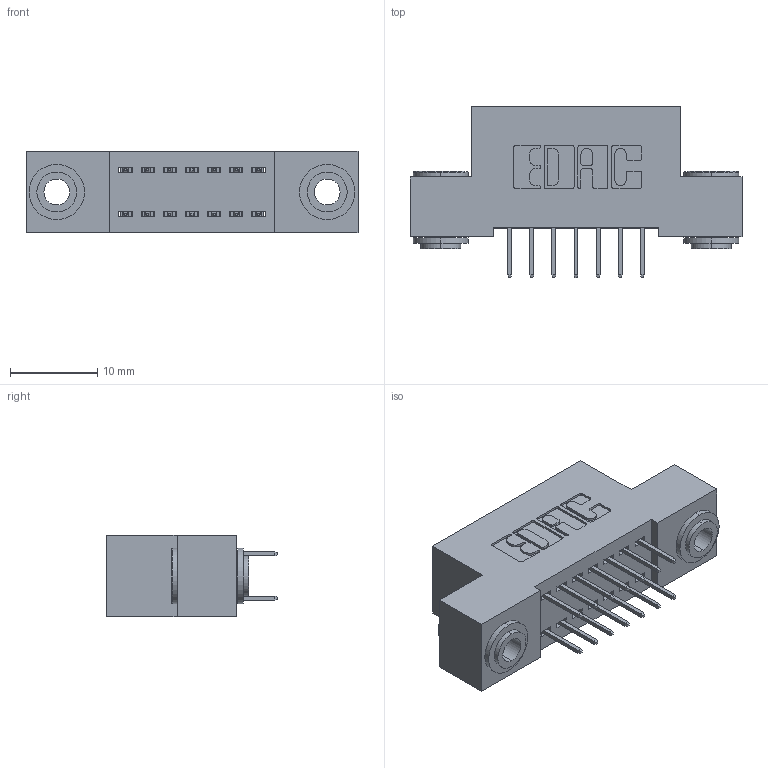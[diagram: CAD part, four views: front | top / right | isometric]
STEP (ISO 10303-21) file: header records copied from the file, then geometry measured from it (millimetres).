
FILE_DESCRIPTION (( 'STEP AP203' ), '1' );
FILE_NAME ('392-014-524-203.STEP', '2019-10-07T02:13:31', ( '' ), ( '' ), 'SwSTEP 2.0', 'SolidWorks 2016', '' );
FILE_SCHEMA (( 'CONFIG_CONTROL_DESIGN' ));
Length unit declared in the file: inch
Products named in the file (4): 345-292-001_345-293-124; 342-250-002_345-250-002-102; 392-014-524-203; 342 Part_.156 TH
Assembly tree (17 placements, depth 2):
  392-014-524-203
    342 Part_.156 TH
    345-292-001_345-293-124  x14
    342-250-002_345-250-002-102  x2
Bounding box: 38.1 x 19.69 x 9.4 mm (x, y, z)
Volume: 3259.2 mm3; surface area: 4601.8 mm2
Topology: 17 solids, 17 shells, 932 faces, 2601 edges, 1674 vertices
Faces by surface type: plane 664, cylinder 260, cone 8
Entity records: 9622 total; most frequent: CARTESIAN_POINT 1609, ORIENTED_EDGE 1538, DIRECTION 1471, EDGE_CURVE 769, LINE 621, VECTOR 621, VERTEX_POINT 506, AXIS2_PLACEMENT_3D 425
